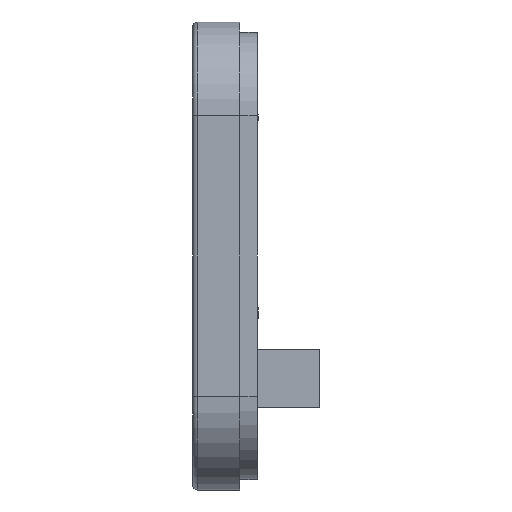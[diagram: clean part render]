
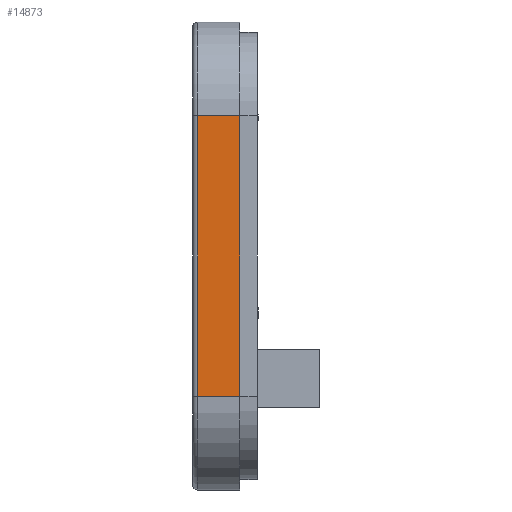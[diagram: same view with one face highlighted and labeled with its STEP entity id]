
A CAD part, left-side view. The second image highlights one B-rep face of the part: STEP entity #14873.
In plain terms, the highlighted planar face has unit normal (-1, 0, 0).
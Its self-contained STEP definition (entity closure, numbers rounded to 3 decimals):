
#276 = CARTESIAN_POINT ( 'NONE',  ( -62.5, 1.5, -15. ) ) ;
#446 = DIRECTION ( 'NONE',  ( 0., 0., -1. ) ) ;
#501 = LINE ( 'NONE', #6021, #4526 ) ;
#875 = ORIENTED_EDGE ( 'NONE', *, *, #2145, .T. ) ;
#1087 = DIRECTION ( 'NONE',  ( 0., 0., 1. ) ) ;
#1888 = CARTESIAN_POINT ( 'NONE',  ( -62.5, 1.5, -15. ) ) ;
#1907 = VERTEX_POINT ( 'NONE', #8960 ) ;
#1932 = VERTEX_POINT ( 'NONE', #7663 ) ;
#2145 = EDGE_CURVE ( 'NONE', #1932, #11221, #501, .T. ) ;
#2368 = ORIENTED_EDGE ( 'NONE', *, *, #8624, .F. ) ;
#4194 = VECTOR ( 'NONE', #14550, 1000. ) ;
#4325 = LINE ( 'NONE', #276, #7660 ) ;
#4526 = VECTOR ( 'NONE', #1087, 1000. ) ;
#4593 = CARTESIAN_POINT ( 'NONE',  ( -62.5, 2., 15. ) ) ;
#5054 = CARTESIAN_POINT ( 'NONE',  ( -62.5, 2., -15. ) ) ;
#6021 = CARTESIAN_POINT ( 'NONE',  ( -62.5, -3., -15. ) ) ;
#7474 = VERTEX_POINT ( 'NONE', #1888 ) ;
#7660 = VECTOR ( 'NONE', #446, 1000. ) ;
#7663 = CARTESIAN_POINT ( 'NONE',  ( -62.5, -3., -15. ) ) ;
#8259 = ORIENTED_EDGE ( 'NONE', *, *, #9636, .T. ) ;
#8624 = EDGE_CURVE ( 'NONE', #1907, #11221, #9841, .T. ) ;
#8712 = DIRECTION ( 'NONE',  ( 0., -1., 0. ) ) ;
#8960 = CARTESIAN_POINT ( 'NONE',  ( -62.5, 1.5, 15. ) ) ;
#9636 = EDGE_CURVE ( 'NONE', #1907, #7474, #4325, .T. ) ;
#9841 = LINE ( 'NONE', #4593, #4194 ) ;
#9855 = FACE_OUTER_BOUND ( 'NONE', #14020, .T. ) ;
#11221 = VERTEX_POINT ( 'NONE', #11741 ) ;
#11741 = CARTESIAN_POINT ( 'NONE',  ( -62.5, -3., 15. ) ) ;
#12097 = ORIENTED_EDGE ( 'NONE', *, *, #14413, .T. ) ;
#12455 = PLANE ( 'NONE',  #14242 ) ;
#12552 = DIRECTION ( 'NONE',  ( 1., 0., 0. ) ) ;
#13328 = VECTOR ( 'NONE', #8712, 1000. ) ;
#13655 = CARTESIAN_POINT ( 'NONE',  ( -62.5, 2., -15. ) ) ;
#14020 = EDGE_LOOP ( 'NONE', ( #2368, #8259, #12097, #875 ) ) ;
#14242 = AXIS2_PLACEMENT_3D ( 'NONE', #5054, #12552, #14973 ) ;
#14413 = EDGE_CURVE ( 'NONE', #7474, #1932, #15274, .T. ) ;
#14550 = DIRECTION ( 'NONE',  ( 0., -1., 0. ) ) ;
#14873 = ADVANCED_FACE ( 'NONE', ( #9855 ), #12455, .F. ) ;
#14973 = DIRECTION ( 'NONE',  ( 0., 0., -1. ) ) ;
#15274 = LINE ( 'NONE', #13655, #13328 ) ;
